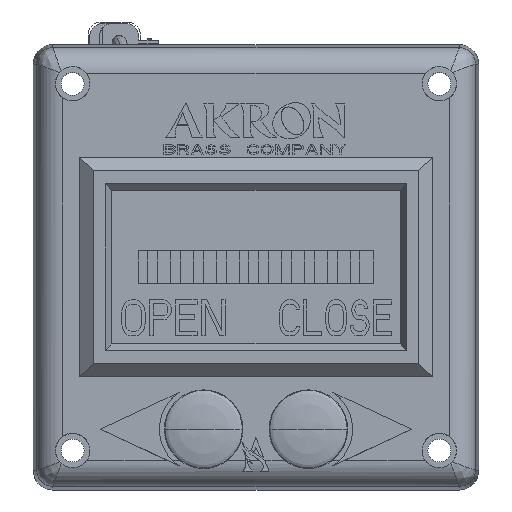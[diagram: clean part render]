
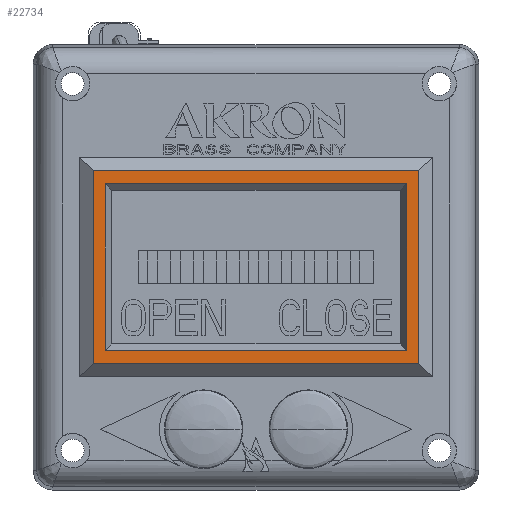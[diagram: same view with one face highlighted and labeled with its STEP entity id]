
A CAD part, top view. The second image highlights one B-rep face of the part: STEP entity #22734.
In plain terms, the highlighted planar face has unit normal (0, 0, 1).
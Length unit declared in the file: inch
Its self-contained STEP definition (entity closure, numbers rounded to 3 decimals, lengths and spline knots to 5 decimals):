
#3099=DIRECTION('',(0.,-1.,0.));
#3100=VECTOR('',#3099,1.843);
#3101=CARTESIAN_POINT('',(-1.5465,0.9215,1.25));
#3102=LINE('',#3101,#3100);
#3103=DIRECTION('',(1.,0.,0.));
#3104=VECTOR('',#3103,3.093);
#3105=CARTESIAN_POINT('',(-1.5465,0.9215,1.25));
#3106=LINE('',#3105,#3104);
#3107=DIRECTION('',(0.,-1.,0.));
#3108=VECTOR('',#3107,1.843);
#3109=CARTESIAN_POINT('',(1.5465,0.9215,1.25));
#3110=LINE('',#3109,#3108);
#3111=DIRECTION('',(1.,0.,0.));
#3112=VECTOR('',#3111,2.875);
#3113=CARTESIAN_POINT('',(-1.4375,0.796,1.25));
#3114=LINE('',#3113,#3112);
#3115=DIRECTION('',(0.,1.,0.));
#3116=VECTOR('',#3115,1.592);
#3117=CARTESIAN_POINT('',(-1.4375,-0.796,1.25));
#3118=LINE('',#3117,#3116);
#3119=DIRECTION('',(-1.,0.,0.));
#3120=VECTOR('',#3119,2.875);
#3121=CARTESIAN_POINT('',(1.4375,-0.796,1.25));
#3122=LINE('',#3121,#3120);
#3123=DIRECTION('',(0.,-1.,0.));
#3124=VECTOR('',#3123,1.592);
#3125=CARTESIAN_POINT('',(1.4375,0.796,1.25));
#3126=LINE('',#3125,#3124);
#3131=DIRECTION('',(1.,0.,0.));
#3132=VECTOR('',#3131,3.093);
#3133=CARTESIAN_POINT('',(-1.5465,-0.9215,1.25));
#3134=LINE('',#3133,#3132);
#15026=CARTESIAN_POINT('',(-1.5465,0.9215,1.25));
#15027=VERTEX_POINT('',#15026);
#15028=CARTESIAN_POINT('',(1.5465,0.9215,1.25));
#15029=VERTEX_POINT('',#15028);
#15030=CARTESIAN_POINT('',(-1.5465,-0.9215,1.25));
#15031=VERTEX_POINT('',#15030);
#15032=CARTESIAN_POINT('',(1.5465,-0.9215,1.25));
#15033=VERTEX_POINT('',#15032);
#15046=CARTESIAN_POINT('',(-1.4375,0.796,1.25));
#15047=CARTESIAN_POINT('',(1.4375,0.796,1.25));
#15048=VERTEX_POINT('',#15046);
#15049=VERTEX_POINT('',#15047);
#15052=CARTESIAN_POINT('',(-1.4375,-0.796,1.25));
#15053=VERTEX_POINT('',#15052);
#15054=CARTESIAN_POINT('',(1.4375,-0.796,1.25));
#15055=VERTEX_POINT('',#15054);
#22710=CARTESIAN_POINT('',(-1.6875,0.9215,1.25));
#22711=DIRECTION('',(0.,0.,1.));
#22712=DIRECTION('',(0.,-1.,0.));
#22713=AXIS2_PLACEMENT_3D('',#22710,#22711,#22712);
#22714=PLANE('',#22713);
#22716=ORIENTED_EDGE('',*,*,#22715,.F.);
#22717=ORIENTED_EDGE('',*,*,#22705,.T.);
#22719=ORIENTED_EDGE('',*,*,#22718,.T.);
#22721=ORIENTED_EDGE('',*,*,#22720,.F.);
#22722=EDGE_LOOP('',(#22716,#22717,#22719,#22721));
#22723=FACE_OUTER_BOUND('',#22722,.F.);
#22725=ORIENTED_EDGE('',*,*,#22724,.F.);
#22727=ORIENTED_EDGE('',*,*,#22726,.F.);
#22729=ORIENTED_EDGE('',*,*,#22728,.F.);
#22731=ORIENTED_EDGE('',*,*,#22730,.F.);
#22732=EDGE_LOOP('',(#22725,#22727,#22729,#22731));
#22733=FACE_BOUND('',#22732,.F.);
#22705=EDGE_CURVE('',#15027,#15029,#3106,.T.);
#22715=EDGE_CURVE('',#15027,#15031,#3102,.T.);
#22718=EDGE_CURVE('',#15029,#15033,#3110,.T.);
#22720=EDGE_CURVE('',#15031,#15033,#3134,.T.);
#22724=EDGE_CURVE('',#15048,#15049,#3114,.T.);
#22726=EDGE_CURVE('',#15053,#15048,#3118,.T.);
#22728=EDGE_CURVE('',#15055,#15053,#3122,.T.);
#22730=EDGE_CURVE('',#15049,#15055,#3126,.T.);
#22734=ADVANCED_FACE('',(#22723,#22733),#22714,.T.);
